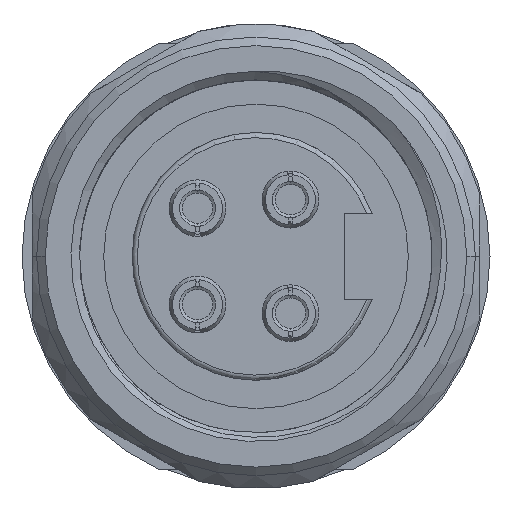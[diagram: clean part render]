
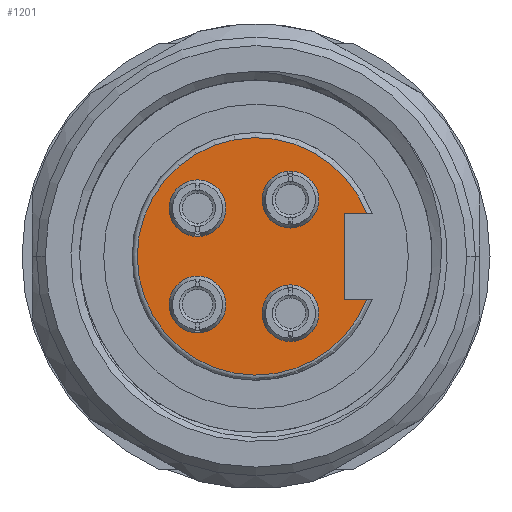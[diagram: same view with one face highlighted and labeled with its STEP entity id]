
A CAD part, left-side view. The second image highlights one B-rep face of the part: STEP entity #1201.
In plain terms, the highlighted planar face has unit normal (-1, 0, 0).
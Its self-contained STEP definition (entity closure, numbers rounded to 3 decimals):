
#249=PLANE('',#4635);
#629=LINE('',#6732,#932);
#630=LINE('',#6734,#933);
#631=LINE('',#6736,#934);
#932=VECTOR('',#5363,1.);
#933=VECTOR('',#5364,1.);
#934=VECTOR('',#5365,1.);
#1201=ADVANCED_FACE('',(#1508,#1509,#1510,#1511,#1512),#249,.T.);
#1508=FACE_BOUND('',#1615,.T.);
#1509=FACE_BOUND('',#1616,.T.);
#1510=FACE_BOUND('',#1617,.T.);
#1511=FACE_BOUND('',#1618,.T.);
#1512=FACE_BOUND('',#1619,.T.);
#1615=EDGE_LOOP('',(#2136,#2137,#2138,#2139));
#1616=EDGE_LOOP('',(#2140,#2141));
#1617=EDGE_LOOP('',(#2142,#2143));
#1618=EDGE_LOOP('',(#2144,#2145));
#1619=EDGE_LOOP('',(#2146,#2147));
#2136=ORIENTED_EDGE('',*,*,#3751,.F.);
#2137=ORIENTED_EDGE('',*,*,#3752,.T.);
#2138=ORIENTED_EDGE('',*,*,#3753,.T.);
#2139=ORIENTED_EDGE('',*,*,#3754,.T.);
#2140=ORIENTED_EDGE('',*,*,#3750,.F.);
#2141=ORIENTED_EDGE('',*,*,#3748,.F.);
#2142=ORIENTED_EDGE('',*,*,#3755,.F.);
#2143=ORIENTED_EDGE('',*,*,#3756,.F.);
#2144=ORIENTED_EDGE('',*,*,#3757,.F.);
#2145=ORIENTED_EDGE('',*,*,#3758,.F.);
#2146=ORIENTED_EDGE('',*,*,#3759,.F.);
#2147=ORIENTED_EDGE('',*,*,#3760,.F.);
#3270=VERTEX_POINT('',#6722);
#3271=VERTEX_POINT('',#6724);
#3272=VERTEX_POINT('',#6730);
#3273=VERTEX_POINT('',#6731);
#3274=VERTEX_POINT('',#6733);
#3275=VERTEX_POINT('',#6735);
#3276=VERTEX_POINT('',#6738);
#3277=VERTEX_POINT('',#6739);
#3278=VERTEX_POINT('',#6742);
#3279=VERTEX_POINT('',#6743);
#3280=VERTEX_POINT('',#6746);
#3281=VERTEX_POINT('',#6747);
#3748=EDGE_CURVE('',#3270,#3271,#4306,.T.);
#3750=EDGE_CURVE('',#3271,#3270,#4307,.T.);
#3751=EDGE_CURVE('',#3272,#3273,#4308,.T.);
#3752=EDGE_CURVE('',#3272,#3274,#629,.T.);
#3753=EDGE_CURVE('',#3274,#3275,#630,.T.);
#3754=EDGE_CURVE('',#3275,#3273,#631,.T.);
#3755=EDGE_CURVE('',#3276,#3277,#4309,.T.);
#3756=EDGE_CURVE('',#3277,#3276,#4310,.T.);
#3757=EDGE_CURVE('',#3278,#3279,#4311,.T.);
#3758=EDGE_CURVE('',#3279,#3278,#4312,.T.);
#3759=EDGE_CURVE('',#3280,#3281,#4313,.T.);
#3760=EDGE_CURVE('',#3281,#3280,#4314,.T.);
#4306=CIRCLE('',#4624,1.65);
#4307=CIRCLE('',#4626,1.65);
#4308=CIRCLE('',#4628,6.9);
#4309=CIRCLE('',#4629,1.65);
#4310=CIRCLE('',#4630,1.65);
#4311=CIRCLE('',#4631,1.65);
#4312=CIRCLE('',#4632,1.65);
#4313=CIRCLE('',#4633,1.65);
#4314=CIRCLE('',#4634,1.65);
#4624=AXIS2_PLACEMENT_3D('',#6723,#5352,#5353);
#4626=AXIS2_PLACEMENT_3D('',#6727,#5357,#5358);
#4628=AXIS2_PLACEMENT_3D('',#6729,#5361,#5362);
#4629=AXIS2_PLACEMENT_3D('',#6737,#5366,#5367);
#4630=AXIS2_PLACEMENT_3D('',#6740,#5368,#5369);
#4631=AXIS2_PLACEMENT_3D('',#6741,#5370,#5371);
#4632=AXIS2_PLACEMENT_3D('',#6744,#5372,#5373);
#4633=AXIS2_PLACEMENT_3D('',#6745,#5374,#5375);
#4634=AXIS2_PLACEMENT_3D('',#6748,#5376,#5377);
#4635=AXIS2_PLACEMENT_3D('',#6749,#5378,#5379);
#5352=DIRECTION('',(-1.,0.,0.));
#5353=DIRECTION('',(0.,0.,1.));
#5357=DIRECTION('',(-1.,0.,0.));
#5358=DIRECTION('',(0.,0.,-1.));
#5361=DIRECTION('',(1.,0.,0.));
#5362=DIRECTION('',(0.,-0.932,-0.362));
#5363=DIRECTION('',(0.,1.,0.));
#5364=DIRECTION('',(0.,0.,1.));
#5365=DIRECTION('',(0.,-1.,0.));
#5366=DIRECTION('',(-1.,0.,0.));
#5367=DIRECTION('',(0.,0.,-1.));
#5368=DIRECTION('',(-1.,0.,0.));
#5369=DIRECTION('',(0.,0.,1.));
#5370=DIRECTION('',(-1.,0.,0.));
#5371=DIRECTION('',(0.,0.,-1.));
#5372=DIRECTION('',(-1.,0.,0.));
#5373=DIRECTION('',(0.,0.,1.));
#5374=DIRECTION('',(-1.,0.,0.));
#5375=DIRECTION('',(0.,0.,-1.));
#5376=DIRECTION('',(-1.,0.,0.));
#5377=DIRECTION('',(0.,0.,1.));
#5378=DIRECTION('',(-1.,0.,0.));
#5379=DIRECTION('',(0.,0.,-1.));
#6722=CARTESIAN_POINT('',(-72.5,3.4,-1.15));
#6723=CARTESIAN_POINT('',(-72.5,3.4,-2.8));
#6724=CARTESIAN_POINT('',(-72.5,3.4,-4.45));
#6727=CARTESIAN_POINT('',(-72.5,3.4,-2.8));
#6729=CARTESIAN_POINT('',(-72.5,0.,0.));
#6730=CARTESIAN_POINT('',(-72.5,-6.431,-2.5));
#6731=CARTESIAN_POINT('',(-72.5,-6.431,2.5));
#6732=CARTESIAN_POINT('',(-72.5,-6.431,-2.5));
#6733=CARTESIAN_POINT('',(-72.5,-5.15,-2.5));
#6734=CARTESIAN_POINT('',(-72.5,-5.15,-2.5));
#6735=CARTESIAN_POINT('',(-72.5,-5.15,2.5));
#6736=CARTESIAN_POINT('',(-72.5,-5.15,2.5));
#6737=CARTESIAN_POINT('',(-72.5,3.4,2.8));
#6738=CARTESIAN_POINT('',(-72.5,3.4,1.15));
#6739=CARTESIAN_POINT('',(-72.5,3.4,4.45));
#6740=CARTESIAN_POINT('',(-72.5,3.4,2.8));
#6741=CARTESIAN_POINT('',(-72.5,-2.,-3.3));
#6742=CARTESIAN_POINT('',(-72.5,-2.,-4.95));
#6743=CARTESIAN_POINT('',(-72.5,-2.,-1.65));
#6744=CARTESIAN_POINT('',(-72.5,-2.,-3.3));
#6745=CARTESIAN_POINT('',(-72.5,-2.,3.3));
#6746=CARTESIAN_POINT('',(-72.5,-2.,1.65));
#6747=CARTESIAN_POINT('',(-72.5,-2.,4.95));
#6748=CARTESIAN_POINT('',(-72.5,-2.,3.3));
#6749=CARTESIAN_POINT('',(-72.5,0.,0.));
